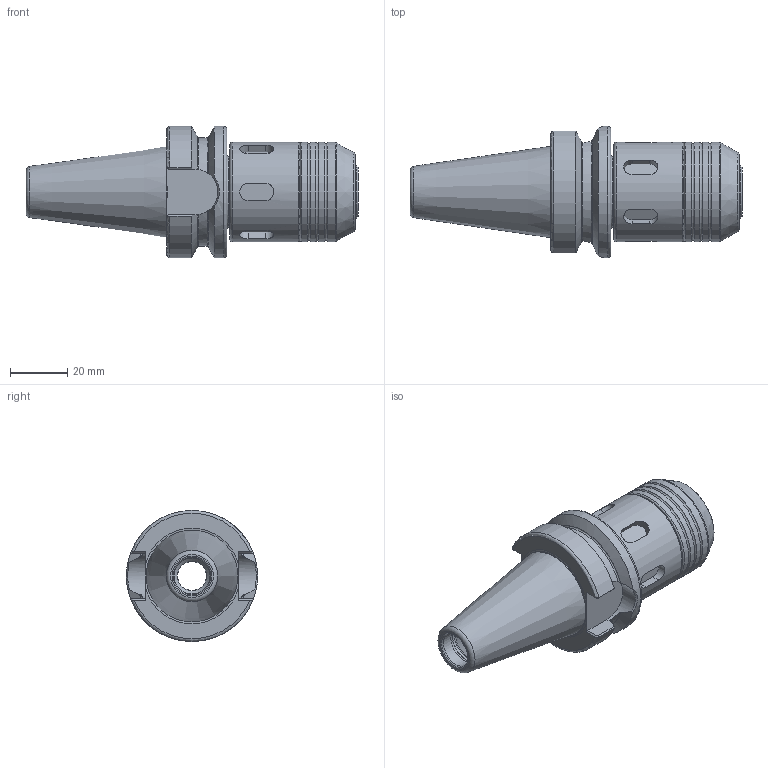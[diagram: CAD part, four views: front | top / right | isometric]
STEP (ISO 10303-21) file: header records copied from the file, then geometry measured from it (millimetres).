
FILE_DESCRIPTION(/* description */ (''),/* implementation_level */ '2;1');
FILE_NAME(/* name */ 'DBT30-BC050-0268.stp',/* time_stamp */ '2019-03-19T12:14:26-05:00',/* author */ ('Lee'),/* organization */ ('Pioneer N.A.'),/* preprocessor_version */ 'ST-DEVELOPER v17',/* originating_system */ 'Autodesk Inventor LT',/* authorisation */ '');
FILE_SCHEMA (('AUTOMOTIVE_DESIGN { 1 0 10303 214 3 1 1 }'));
Length unit declared in the file: millimetre
Products named in the file (1): DBT30-BC050-0268
Bounding box: 116.4 x 46 x 46 mm (x, y, z)
Volume: 79460.4 mm3; surface area: 24733.7 mm2
Topology: 2 solids, 3 shells, 203 faces, 611 edges, 429 vertices
Faces by surface type: plane 70, cylinder 48, torus 38, cone 32, bspline 15
Full cylindrical faces by diameter (mm): 3.242 x1, 4 x1, 10.2 x1, 12.5 x1, 12.7 x1, 13.1 x1, 13.5 x1, 22.92 x1, 24.9 x1, 25 x1, 25.42 x1, 26.1 x2, 26.3 x2, 29.5 x1, 31.987 x1, 32.7 x1, 34.9 x5, 46 x1
Entity records: 8313 total; most frequent: CARTESIAN_POINT 2659, ORIENTED_EDGE 1222, DIRECTION 1203, EDGE_CURVE 611, AXIS2_PLACEMENT_3D 513, VERTEX_POINT 429, CIRCLE 324, EDGE_LOOP 225
